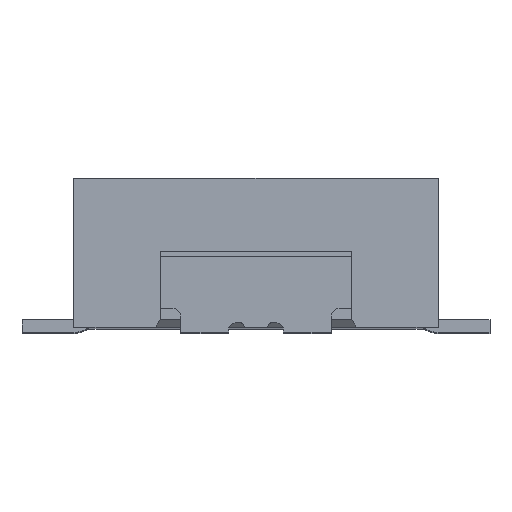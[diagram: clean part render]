
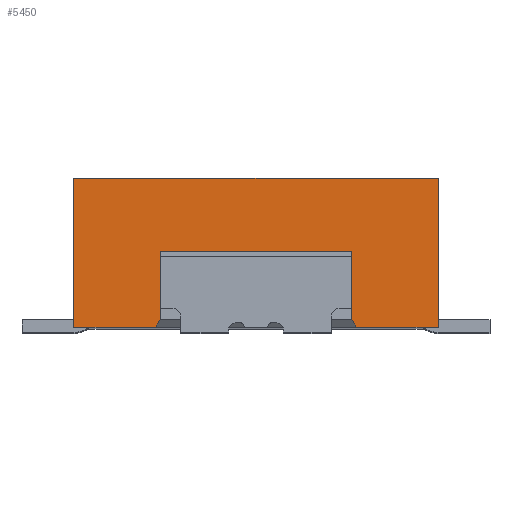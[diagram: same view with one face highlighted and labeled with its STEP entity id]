
A CAD part, top view. The second image highlights one B-rep face of the part: STEP entity #5450.
In plain terms, the highlighted planar face has unit normal (0, 0, 1).
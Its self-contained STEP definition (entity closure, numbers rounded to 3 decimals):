
#4100=CARTESIAN_POINT('',(18.069,-1.275,11.74));
#4110=VERTEX_POINT('',#4100);
#4140=CARTESIAN_POINT('',(17.737,-0.722,11.74));
#4150=DIRECTION('',(-0.514,0.857,
0.));
#4160=VECTOR('',#4150,1.);
#4170=LINE('',#4140,#4160);
#4180=CARTESIAN_POINT('',(18.099,-1.325,11.74));
#4190=VERTEX_POINT('',#4180);
#4200=EDGE_CURVE('',#4190,#4110,#4170,.T.);
#4710=CARTESIAN_POINT('',(18.184,-0.755,11.74));
#4720=DIRECTION('',(0.,0.,1.));
#4730=DIRECTION('',(0.,-1.,0.));
#4740=AXIS2_PLACEMENT_3D('',#4710,#4720,#4730);
#4750=PLANE('',#4740);
#4760=CARTESIAN_POINT('',(16.849,-0.722,11.74));
#4770=DIRECTION('',(0.,-1.,0.));
#4780=VECTOR('',#4770,1.);
#4790=LINE('',#4760,#4780);
#4800=CARTESIAN_POINT('',(16.849,-0.845,11.74));
#4810=VERTEX_POINT('',#4800);
#4820=CARTESIAN_POINT('',(16.849,-1.275,11.74));
#4830=VERTEX_POINT('',#4820);
#4840=EDGE_CURVE('',#4810,#4830,#4790,.T.);
#4850=ORIENTED_EDGE('',*,*,#4840,.F.);
#4860=CARTESIAN_POINT('',(17.181,-0.722,11.74));
#4870=DIRECTION('',(0.514,0.857,
0.));
#4880=VECTOR('',#4870,1.);
#4890=LINE('',#4860,#4880);
#4900=CARTESIAN_POINT('',(16.819,-1.325,11.74));
#4910=VERTEX_POINT('',#4900);
#4920=EDGE_CURVE('',#4910,#4830,#4890,.T.);
#4930=ORIENTED_EDGE('',*,*,#4920,.T.);
#4940=CARTESIAN_POINT('',(17.422,-1.325,11.74));
#4950=DIRECTION('',(1.,0.,0.));
#4960=VECTOR('',#4950,1.);
#4970=LINE('',#4940,#4960);
#4980=CARTESIAN_POINT('',(16.299,-1.325,11.74));
#4990=VERTEX_POINT('',#4980);
#5000=EDGE_CURVE('',#4990,#4910,#4970,.T.);
#5010=ORIENTED_EDGE('',*,*,#5000,.T.);
#5020=CARTESIAN_POINT('',(16.299,-0.722,11.74));
#5030=DIRECTION('',(0.,1.,0.));
#5040=VECTOR('',#5030,1.);
#5050=LINE('',#5020,#5040);
#5060=CARTESIAN_POINT('',(16.299,-0.375,11.74));
#5070=VERTEX_POINT('',#5060);
#5080=EDGE_CURVE('',#4990,#5070,#5050,.T.);
#5090=ORIENTED_EDGE('',*,*,#5080,.F.);
#5100=CARTESIAN_POINT('',(17.422,-0.375,11.74));
#5110=DIRECTION('',(1.,0.,0.));
#5120=VECTOR('',#5110,1.);
#5130=LINE('',#5100,#5120);
#5140=CARTESIAN_POINT('',(18.619,-0.375,11.74));
#5150=VERTEX_POINT('',#5140);
#5160=EDGE_CURVE('',#5070,#5150,#5130,.T.);
#5170=ORIENTED_EDGE('',*,*,#5160,.F.);
#5180=CARTESIAN_POINT('',(18.619,-0.722,11.74));
#5190=DIRECTION('',(0.,1.,0.));
#5200=VECTOR('',#5190,1.);
#5210=LINE('',#5180,#5200);
#5220=CARTESIAN_POINT('',(18.619,-1.325,11.74));
#5230=VERTEX_POINT('',#5220);
#5240=EDGE_CURVE('',#5230,#5150,#5210,.T.);
#5250=ORIENTED_EDGE('',*,*,#5240,.T.);
#5260=EDGE_CURVE('',#4190,#5230,#4970,.T.);
#5270=ORIENTED_EDGE('',*,*,#5260,.T.);
#5280=ORIENTED_EDGE('',*,*,#4200,.F.);
#5290=CARTESIAN_POINT('',(18.069,-0.722,11.74));
#5300=DIRECTION('',(0.,-1.,0.));
#5310=VECTOR('',#5300,1.);
#5320=LINE('',#5290,#5310);
#5330=CARTESIAN_POINT('',(18.069,-0.845,11.74));
#5340=VERTEX_POINT('',#5330);
#5350=EDGE_CURVE('',#5340,#4110,#5320,.T.);
#5360=ORIENTED_EDGE('',*,*,#5350,.T.);
#5370=CARTESIAN_POINT('',(17.422,-0.845,11.74));
#5380=DIRECTION('',(-1.,0.,0.));
#5390=VECTOR('',#5380,1.);
#5400=LINE('',#5370,#5390);
#5410=EDGE_CURVE('',#5340,#4810,#5400,.T.);
#5420=ORIENTED_EDGE('',*,*,#5410,.F.);
#5430=EDGE_LOOP('',(#5420,#5360,#5280,#5270,#5250,#5170,#5090,#5010,
#4930,#4850));
#5440=FACE_OUTER_BOUND('',#5430,.T.);
#5450=ADVANCED_FACE('',(#5440),#4750,.T.);
